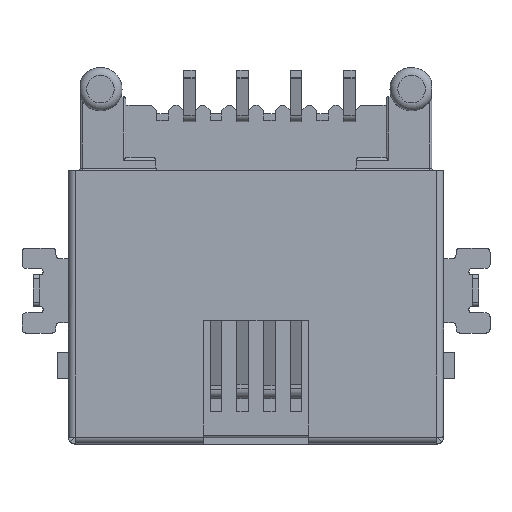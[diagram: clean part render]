
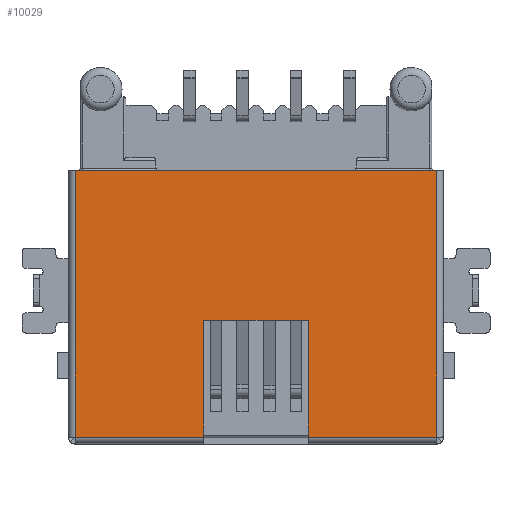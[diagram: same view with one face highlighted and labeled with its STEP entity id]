
A CAD part, top view. The second image highlights one B-rep face of the part: STEP entity #10029.
In plain terms, the highlighted planar face has unit normal (0, 0, 1).
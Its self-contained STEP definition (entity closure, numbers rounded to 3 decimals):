
#2610=ORIENTED_EDGE('',*,*,#4589,.F.);
#2611=ORIENTED_EDGE('',*,*,#4590,.F.);
#2612=ORIENTED_EDGE('',*,*,#4591,.F.);
#2613=ORIENTED_EDGE('',*,*,#4592,.T.);
#2614=ORIENTED_EDGE('',*,*,#4593,.T.);
#2615=ORIENTED_EDGE('',*,*,#4585,.T.);
#2616=ORIENTED_EDGE('',*,*,#4594,.T.);
#2617=ORIENTED_EDGE('',*,*,#4563,.T.);
#4563=EDGE_CURVE('',#5675,#5674,#6774,.T.);
#4585=EDGE_CURVE('',#5695,#5694,#6787,.T.);
#4589=EDGE_CURVE('',#5697,#5674,#6789,.T.);
#4590=EDGE_CURVE('',#5698,#5697,#6790,.T.);
#4591=EDGE_CURVE('',#5699,#5698,#6791,.T.);
#4592=EDGE_CURVE('',#5699,#5700,#6792,.T.);
#4593=EDGE_CURVE('',#5700,#5695,#6793,.T.);
#4594=EDGE_CURVE('',#5694,#5675,#6794,.T.);
#5674=VERTEX_POINT('',#16169);
#5675=VERTEX_POINT('',#16171);
#5694=VERTEX_POINT('',#16214);
#5695=VERTEX_POINT('',#16216);
#5697=VERTEX_POINT('',#16223);
#5698=VERTEX_POINT('',#16225);
#5699=VERTEX_POINT('',#16227);
#5700=VERTEX_POINT('',#16229);
#6774=LINE('',#16170,#7944);
#6787=LINE('',#16215,#7957);
#6789=LINE('',#16222,#7959);
#6790=LINE('',#16224,#7960);
#6791=LINE('',#16226,#7961);
#6792=LINE('',#16228,#7962);
#6793=LINE('',#16230,#7963);
#6794=LINE('',#16231,#7964);
#7944=VECTOR('',#13024,1000.);
#7957=VECTOR('',#13061,1000.);
#7959=VECTOR('',#13069,1000.);
#7960=VECTOR('',#13070,1000.);
#7961=VECTOR('',#13071,1000.);
#7962=VECTOR('',#13072,1000.);
#7963=VECTOR('',#13073,1000.);
#7964=VECTOR('',#13074,1000.);
#8583=EDGE_LOOP('',(#2610,#2611,#2612,#2613,#2614,#2615,#2616,#2617));
#9131=FACE_BOUND('',#8583,.T.);
#9571=PLANE('',#10798);
#10029=ADVANCED_FACE('',(#9131),#9571,.T.);
#10798=AXIS2_PLACEMENT_3D('',#16221,#13067,#13068);
#13024=DIRECTION('',(1.,0.,0.));
#13061=DIRECTION('',(-1.,0.,0.));
#13067=DIRECTION('',(0.,0.,1.));
#13068=DIRECTION('',(0.,-1.,0.));
#13069=DIRECTION('',(0.,-1.,0.));
#13070=DIRECTION('',(-1.,0.,0.));
#13071=DIRECTION('',(0.,1.,0.));
#13072=DIRECTION('',(1.,0.,0.));
#13073=DIRECTION('',(0.,1.,0.));
#13074=DIRECTION('',(0.,-1.,0.));
#16169=CARTESIAN_POINT('',(-2.,0.26,5.325));
#16170=CARTESIAN_POINT('',(-7.175,0.26,5.325));
#16171=CARTESIAN_POINT('',(-6.915,0.26,5.325));
#16214=CARTESIAN_POINT('',(-6.915,10.45,5.325));
#16215=CARTESIAN_POINT('',(7.175,10.45,5.325));
#16216=CARTESIAN_POINT('',(6.915,10.45,5.325));
#16221=CARTESIAN_POINT('',(0.,0.,5.325));
#16222=CARTESIAN_POINT('',(-2.,4.73,5.325));
#16223=CARTESIAN_POINT('',(-2.,4.73,5.325));
#16224=CARTESIAN_POINT('',(2.,4.73,5.325));
#16225=CARTESIAN_POINT('',(2.,4.73,5.325));
#16226=CARTESIAN_POINT('',(2.,0.,5.325));
#16227=CARTESIAN_POINT('',(2.,0.26,5.325));
#16228=CARTESIAN_POINT('',(-7.175,0.26,5.325));
#16229=CARTESIAN_POINT('',(6.915,0.26,5.325));
#16230=CARTESIAN_POINT('',(6.915,0.26,5.325));
#16231=CARTESIAN_POINT('',(-6.915,10.45,5.325));
